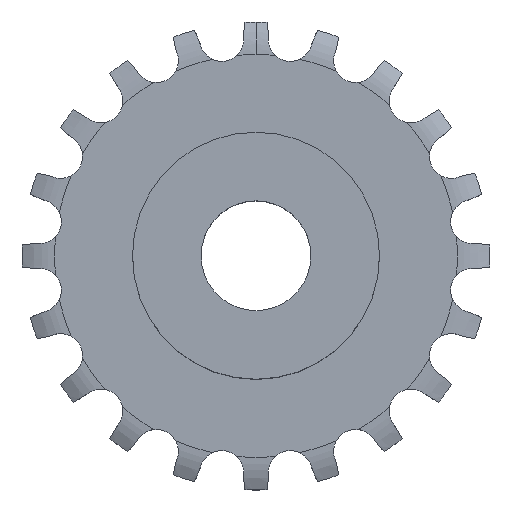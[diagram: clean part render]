
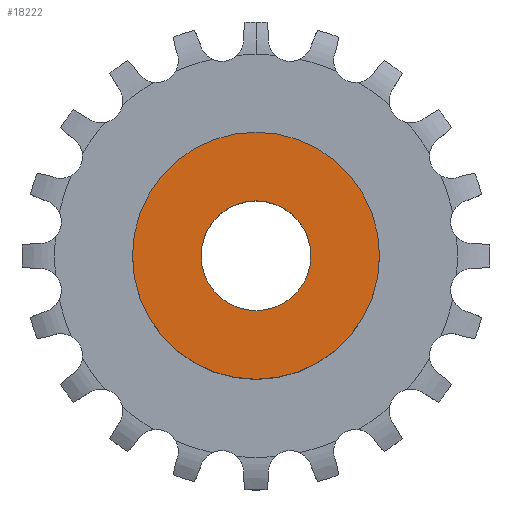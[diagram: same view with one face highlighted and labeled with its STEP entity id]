
A CAD part, top view. The second image highlights one B-rep face of the part: STEP entity #18222.
In plain terms, the highlighted planar face has unit normal (0, 0, 1).
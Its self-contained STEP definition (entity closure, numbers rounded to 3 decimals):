
#3292 = CYLINDRICAL_SURFACE('',#3293,4.);
#3293 = AXIS2_PLACEMENT_3D('',#3294,#3295,#3296);
#3294 = CARTESIAN_POINT('',(0.,0.,5000.));
#3295 = DIRECTION('',(0.,0.,1.));
#3296 = DIRECTION('',(1.,0.,-0.));
#5633 = CYLINDRICAL_SURFACE('',#5634,9.);
#5634 = AXIS2_PLACEMENT_3D('',#5635,#5636,#5637);
#5635 = CARTESIAN_POINT('',(0.,0.,0.));
#5636 = DIRECTION('',(-0.,-0.,-1.));
#5637 = DIRECTION('',(1.,0.,0.));
#14758 = EDGE_CURVE('',#14759,#14759,#14761,.T.);
#14759 = VERTEX_POINT('',#14760);
#14760 = CARTESIAN_POINT('',(4.,0.,11.85));
#14761 = SURFACE_CURVE('',#14762,(#14767,#14774),.PCURVE_S1.);
#14762 = CIRCLE('',#14763,4.);
#14763 = AXIS2_PLACEMENT_3D('',#14764,#14765,#14766);
#14764 = CARTESIAN_POINT('',(0.,0.,11.85));
#14765 = DIRECTION('',(0.,0.,1.));
#14766 = DIRECTION('',(1.,0.,-0.));
#14767 = PCURVE('',#3292,#14768);
#14768 = DEFINITIONAL_REPRESENTATION('',(#14769),#14773);
#14769 = LINE('',#14770,#14771);
#14770 = CARTESIAN_POINT('',(0.,-4988.15));
#14771 = VECTOR('',#14772,1.);
#14772 = DIRECTION('',(1.,0.));
#14773 = ( GEOMETRIC_REPRESENTATION_CONTEXT(2) 
PARAMETRIC_REPRESENTATION_CONTEXT() REPRESENTATION_CONTEXT('2D SPACE',''
  ) );
#14774 = PCURVE('',#14775,#14780);
#14775 = PLANE('',#14776);
#14776 = AXIS2_PLACEMENT_3D('',#14777,#14778,#14779);
#14777 = CARTESIAN_POINT('',(0.,0.,11.85));
#14778 = DIRECTION('',(0.,0.,1.));
#14779 = DIRECTION('',(0.,-1.,0.));
#14780 = DEFINITIONAL_REPRESENTATION('',(#14781),#14785);
#14781 = CIRCLE('',#14782,4.);
#14782 = AXIS2_PLACEMENT_2D('',#14783,#14784);
#14783 = CARTESIAN_POINT('',(0.,0.));
#14784 = DIRECTION('',(0.,1.));
#14785 = ( GEOMETRIC_REPRESENTATION_CONTEXT(2) 
PARAMETRIC_REPRESENTATION_CONTEXT() REPRESENTATION_CONTEXT('2D SPACE',''
  ) );
#17019 = VERTEX_POINT('',#17020);
#17020 = CARTESIAN_POINT('',(9.,0.,11.85));
#17041 = EDGE_CURVE('',#17019,#17019,#17042,.T.);
#17042 = SURFACE_CURVE('',#17043,(#17048,#17055),.PCURVE_S1.);
#17043 = CIRCLE('',#17044,9.);
#17044 = AXIS2_PLACEMENT_3D('',#17045,#17046,#17047);
#17045 = CARTESIAN_POINT('',(0.,0.,11.85));
#17046 = DIRECTION('',(0.,0.,1.));
#17047 = DIRECTION('',(1.,0.,0.));
#17048 = PCURVE('',#5633,#17049);
#17049 = DEFINITIONAL_REPRESENTATION('',(#17050),#17054);
#17050 = LINE('',#17051,#17052);
#17051 = CARTESIAN_POINT('',(-0.,-11.85));
#17052 = VECTOR('',#17053,1.);
#17053 = DIRECTION('',(-1.,0.));
#17054 = ( GEOMETRIC_REPRESENTATION_CONTEXT(2) 
PARAMETRIC_REPRESENTATION_CONTEXT() REPRESENTATION_CONTEXT('2D SPACE',''
  ) );
#17055 = PCURVE('',#14775,#17056);
#17056 = DEFINITIONAL_REPRESENTATION('',(#17057),#17061);
#17057 = CIRCLE('',#17058,9.);
#17058 = AXIS2_PLACEMENT_2D('',#17059,#17060);
#17059 = CARTESIAN_POINT('',(0.,0.));
#17060 = DIRECTION('',(0.,1.));
#17061 = ( GEOMETRIC_REPRESENTATION_CONTEXT(2) 
PARAMETRIC_REPRESENTATION_CONTEXT() REPRESENTATION_CONTEXT('2D SPACE',''
  ) );
#18222 = ADVANCED_FACE('',(#18223,#18226),#14775,.T.);
#18223 = FACE_BOUND('',#18224,.T.);
#18224 = EDGE_LOOP('',(#18225));
#18225 = ORIENTED_EDGE('',*,*,#17041,.T.);
#18226 = FACE_BOUND('',#18227,.T.);
#18227 = EDGE_LOOP('',(#18228));
#18228 = ORIENTED_EDGE('',*,*,#14758,.F.);
